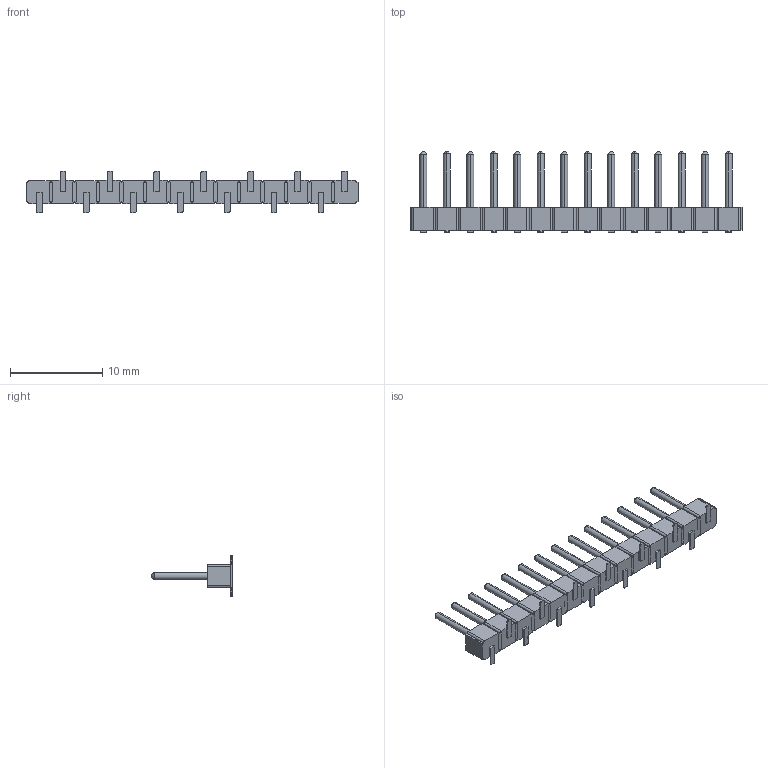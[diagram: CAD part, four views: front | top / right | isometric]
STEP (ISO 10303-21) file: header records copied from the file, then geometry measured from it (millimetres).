
FILE_DESCRIPTION (( 'STEP AP214' ), '1' );
FILE_NAME ('1x14SMD.STEP', '2019-06-16T20:10:58', ( '' ), ( '' ), 'SwSTEP 2.0', 'SolidWorks 2016', '' );
FILE_SCHEMA (( 'AUTOMOTIVE_DESIGN' ));
Length unit declared in the file: millimetre
Products named in the file (2): 1x14SMD; 1x14smd
Assembly tree (14 placements, depth 2):
  1x14SMD
    1x14smd  x14
Bounding box: 35.92 x 8.73 x 4.52 mm (x, y, z)
Volume: 286.6 mm3; surface area: 785.2 mm2
Topology: 14 solids, 14 shells, 448 faces, 1134 edges, 700 vertices
Faces by surface type: plane 238, cylinder 154, cone 28, sphere 28
Entity records: 1421 total; most frequent: DIRECTION 201, CARTESIAN_POINT 178, ORIENTED_EDGE 158, EDGE_CURVE 79, AXIS2_PLACEMENT_3D 73, LINE 55, VECTOR 55, VERTEX_POINT 50
